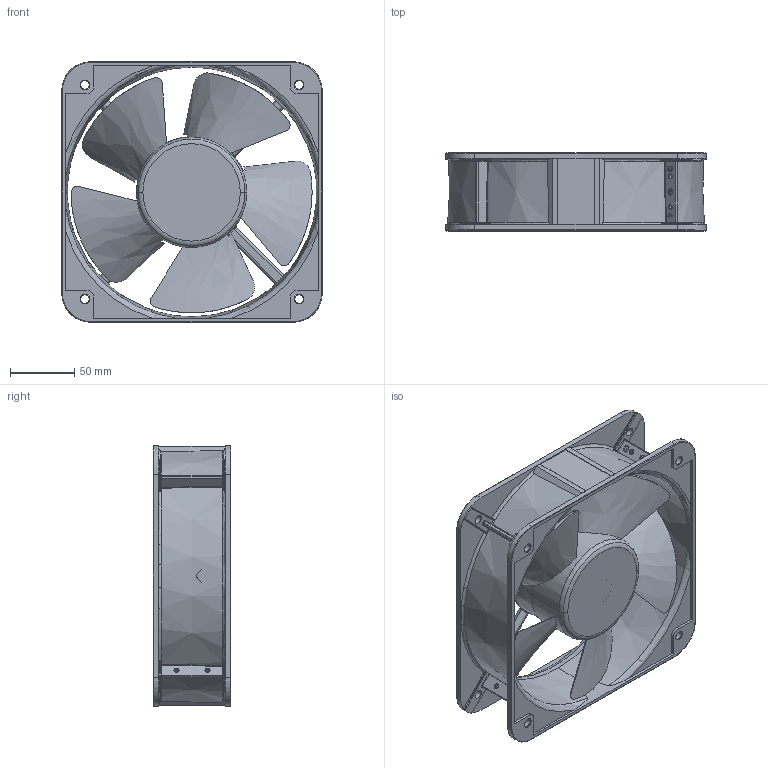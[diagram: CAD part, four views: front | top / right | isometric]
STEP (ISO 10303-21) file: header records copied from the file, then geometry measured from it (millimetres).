
FILE_DESCRIPTION((''),'2;1');
FILE_NAME('ASM0001_ASM','2019-04-24T',('Administrator'),(''),'PRO/ENGINEER BY PARAMETRIC TECHNOLOGY CORPORATION, 2009440','PRO/ENGINEER BY PARAMETRIC TECHNOLOGY CORPORATION, 2009440','');
FILE_SCHEMA(('CONFIG_CONTROL_DESIGN'));
Length unit declared in the file: millimetre
Products named in the file (3): 20060-FRAME; 20060-IMP; ASM0001_ASM
Assembly tree (2 placements, depth 2):
  ASM0001_ASM
    20060-FRAME
    20060-IMP
Bounding box: 202 x 60.3 x 202 mm (x, y, z)
Volume: 289201.9 mm3; surface area: 235516 mm2
Topology: 2 solids, 2 shells, 1201 faces, 3191 edges, 2037 vertices
Faces by surface type: plane 667, cylinder 195, bspline 131, cone 98, torus 93, sphere 16, extrusion 1
Entity records: 44244 total; most frequent: CARTESIAN_POINT 15155, ORIENTED_EDGE 6376, DIRECTION 5581, EDGE_CURVE 3188, VERTEX_POINT 2037, VECTOR 1937, LINE 1936, AXIS2_PLACEMENT_3D 1822
